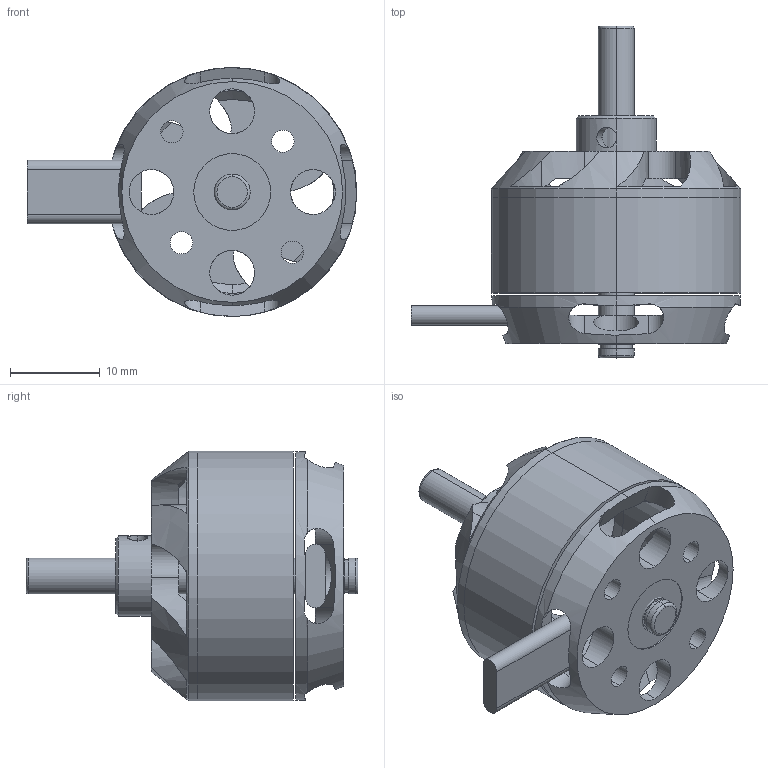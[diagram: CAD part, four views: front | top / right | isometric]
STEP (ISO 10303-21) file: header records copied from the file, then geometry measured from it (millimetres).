
FILE_DESCRIPTION (( 'STEP AP214' ), '1' );
FILE_NAME ('D2822-17 1100KV.STEP', '2020-06-11T06:07:35', ( 'Kurtis' ), ( '' ), 'SwSTEP 2.0', 'SolidWorks 2015', '' );
FILE_SCHEMA (( 'AUTOMOTIVE_DESIGN' ));
Length unit declared in the file: millimetre
Products named in the file (1): D2822-17 1100KV
Bounding box: 36.76 x 37 x 27.8 mm (x, y, z)
Volume: 5593.3 mm3; surface area: 6229.9 mm2
Topology: 5 solids, 5 shells, 145 faces, 450 edges, 297 vertices
Faces by surface type: cylinder 95, plane 33, cone 13, torus 4
Entity records: 6182 total; most frequent: CARTESIAN_POINT 1544, ORIENTED_EDGE 900, DIRECTION 851, EDGE_CURVE 450, AXIS2_PLACEMENT_3D 360, VERTEX_POINT 297, CIRCLE 214, EDGE_LOOP 171
